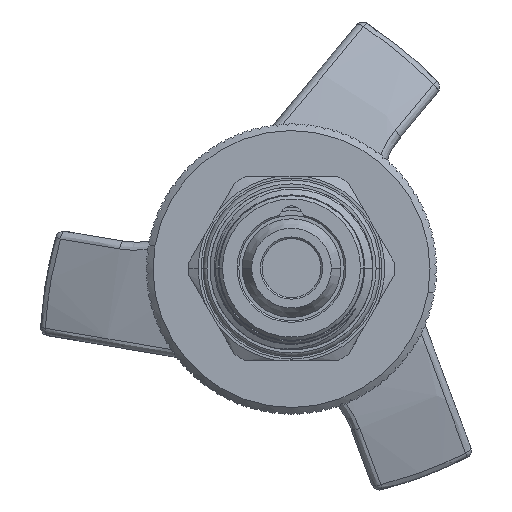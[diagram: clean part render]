
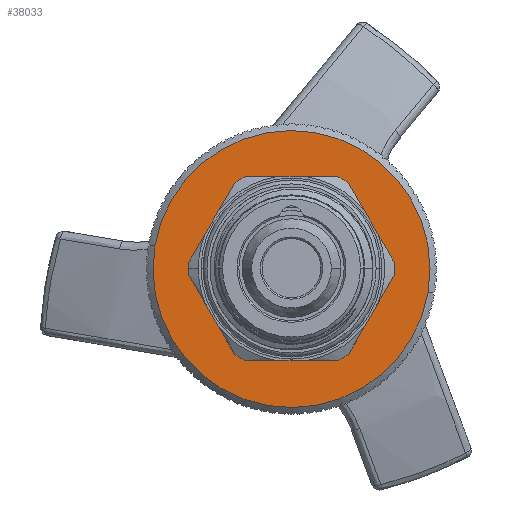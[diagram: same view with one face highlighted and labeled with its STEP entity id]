
A CAD part, top view. The second image highlights one B-rep face of the part: STEP entity #38033.
In plain terms, the highlighted planar face has unit normal (0, 0, 1).
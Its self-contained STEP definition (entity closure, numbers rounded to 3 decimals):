
#827 = PLANE ( 'NONE',  #57845 ) ;
#4873 = CARTESIAN_POINT ( 'NONE',  ( -16.467, 2.782, -70.645 ) ) ;
#6258 = CIRCLE ( 'NONE', #26417, 16.7 ) ;
#8562 = CARTESIAN_POINT ( 'NONE',  ( 16.467, -2.782, -70.645 ) ) ;
#8943 = CIRCLE ( 'NONE', #82413, 10.9 ) ;
#9849 = CARTESIAN_POINT ( 'NONE',  ( 1.816, 10.747, -70.645 ) ) ;
#12859 = ORIENTED_EDGE ( 'NONE', *, *, #94288, .F. ) ;
#13233 = EDGE_LOOP ( 'NONE', ( #12859, #19755 ) ) ;
#15463 = AXIS2_PLACEMENT_3D ( 'NONE', #21354, #51474, #36105 ) ;
#17074 = EDGE_CURVE ( 'NONE', #68236, #71133, #8943, .T. ) ;
#19755 = ORIENTED_EDGE ( 'NONE', *, *, #17074, .F. ) ;
#21187 = VERTEX_POINT ( 'NONE', #4873 ) ;
#21354 = CARTESIAN_POINT ( 'NONE',  ( 0., 0., -70.645 ) ) ;
#26417 = AXIS2_PLACEMENT_3D ( 'NONE', #73387, #51606, #81091 ) ;
#32400 = FACE_BOUND ( 'NONE', #13233, .T. ) ;
#34145 = ORIENTED_EDGE ( 'NONE', *, *, #34307, .T. ) ;
#34211 = CARTESIAN_POINT ( 'NONE',  ( 0., 0., -70.645 ) ) ;
#34307 = EDGE_CURVE ( 'NONE', #21187, #86654, #6258, .T. ) ;
#35206 = CARTESIAN_POINT ( 'NONE',  ( -1.816, -10.747, -70.645 ) ) ;
#36105 = DIRECTION ( 'NONE',  ( -0.986, 0.167, 0. ) ) ;
#38033 = ADVANCED_FACE ( 'NONE', ( #58771, #32400 ), #827, .T. ) ;
#38360 = EDGE_LOOP ( 'NONE', ( #71376, #34145 ) ) ;
#45884 = CIRCLE ( 'NONE', #53458, 10.9 ) ;
#48914 = DIRECTION ( 'NONE',  ( -0.986, 0.167, 0. ) ) ;
#51474 = DIRECTION ( 'NONE',  ( 0., 0., 1. ) ) ;
#51606 = DIRECTION ( 'NONE',  ( 0., 0., 1. ) ) ;
#53458 = AXIS2_PLACEMENT_3D ( 'NONE', #58454, #65223, #79305 ) ;
#53661 = DIRECTION ( 'NONE',  ( 0., 0., 1. ) ) ;
#57845 = AXIS2_PLACEMENT_3D ( 'NONE', #60109, #53661, #68741 ) ;
#58454 = CARTESIAN_POINT ( 'NONE',  ( 0., 0., -70.645 ) ) ;
#58771 = FACE_OUTER_BOUND ( 'NONE', #38360, .T. ) ;
#60109 = CARTESIAN_POINT ( 'NONE',  ( 0., 0., -70.645 ) ) ;
#65223 = DIRECTION ( 'NONE',  ( 0., 0., 1. ) ) ;
#68236 = VERTEX_POINT ( 'NONE', #9849 ) ;
#68741 = DIRECTION ( 'NONE',  ( -0.986, 0.167, 0. ) ) ;
#71133 = VERTEX_POINT ( 'NONE', #35206 ) ;
#71376 = ORIENTED_EDGE ( 'NONE', *, *, #92653, .T. ) ;
#73387 = CARTESIAN_POINT ( 'NONE',  ( 0., 0., -70.645 ) ) ;
#75744 = CIRCLE ( 'NONE', #15463, 16.7 ) ;
#79305 = DIRECTION ( 'NONE',  ( -0.986, 0.167, 0. ) ) ;
#81091 = DIRECTION ( 'NONE',  ( -0.986, 0.167, 0. ) ) ;
#82413 = AXIS2_PLACEMENT_3D ( 'NONE', #34211, #85436, #48914 ) ;
#85436 = DIRECTION ( 'NONE',  ( 0., 0., 1. ) ) ;
#86654 = VERTEX_POINT ( 'NONE', #8562 ) ;
#92653 = EDGE_CURVE ( 'NONE', #86654, #21187, #75744, .T. ) ;
#94288 = EDGE_CURVE ( 'NONE', #71133, #68236, #45884, .T. ) ;
